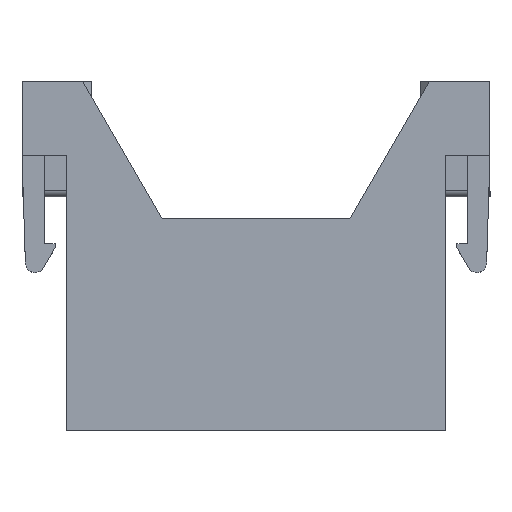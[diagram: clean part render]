
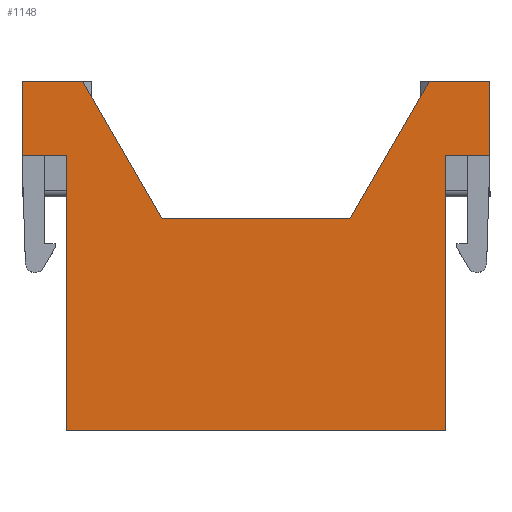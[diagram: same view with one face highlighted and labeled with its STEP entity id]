
A CAD part, top view. The second image highlights one B-rep face of the part: STEP entity #1148.
In plain terms, the highlighted planar face has unit normal (0, 0, 1).
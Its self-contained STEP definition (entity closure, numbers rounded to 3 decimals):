
#1148=ADVANCED_FACE('',(#1305),#1222,.T.);
#1222=PLANE('',#3155);
#1305=FACE_OUTER_BOUND('',#1454,.T.);
#1454=EDGE_LOOP('',(#1962,#1963,#1964,#1965,#1966,#1967,#1968,#1969,#1970,
#1971,#1972,#1973));
#1962=ORIENTED_EDGE('',*,*,#2492,.F.);
#1963=ORIENTED_EDGE('',*,*,#2368,.F.);
#1964=ORIENTED_EDGE('',*,*,#2343,.F.);
#1965=ORIENTED_EDGE('',*,*,#2348,.F.);
#1966=ORIENTED_EDGE('',*,*,#2517,.F.);
#1967=ORIENTED_EDGE('',*,*,#2521,.F.);
#1968=ORIENTED_EDGE('',*,*,#2539,.F.);
#1969=ORIENTED_EDGE('',*,*,#2449,.T.);
#1970=ORIENTED_EDGE('',*,*,#2486,.T.);
#1971=ORIENTED_EDGE('',*,*,#2441,.T.);
#1972=ORIENTED_EDGE('',*,*,#2418,.T.);
#1973=ORIENTED_EDGE('',*,*,#2490,.T.);
#2133=VERTEX_POINT('',#3918);
#2134=VERTEX_POINT('',#3920);
#2138=VERTEX_POINT('',#3929);
#2150=VERTEX_POINT('',#3970);
#2184=VERTEX_POINT('',#4069);
#2185=VERTEX_POINT('',#4071);
#2199=VERTEX_POINT('',#4116);
#2206=VERTEX_POINT('',#4132);
#2207=VERTEX_POINT('',#4134);
#2233=VERTEX_POINT('',#4213);
#2249=VERTEX_POINT('',#4266);
#2251=VERTEX_POINT('',#4273);
#2343=EDGE_CURVE('',#2133,#2134,#2592,.T.);
#2348=EDGE_CURVE('',#2138,#2133,#2596,.T.);
#2368=EDGE_CURVE('',#2134,#2150,#2613,.T.);
#2418=EDGE_CURVE('',#2185,#2184,#2657,.T.);
#2441=EDGE_CURVE('',#2199,#2185,#2678,.T.);
#2449=EDGE_CURVE('',#2207,#2206,#2686,.T.);
#2486=EDGE_CURVE('',#2206,#2199,#2717,.T.);
#2490=EDGE_CURVE('',#2184,#2233,#2721,.T.);
#2492=EDGE_CURVE('',#2150,#2233,#2722,.T.);
#2517=EDGE_CURVE('',#2249,#2138,#2742,.T.);
#2521=EDGE_CURVE('',#2251,#2249,#2746,.T.);
#2539=EDGE_CURVE('',#2207,#2251,#2759,.T.);
#2592=LINE('',#3919,#2808);
#2596=LINE('',#3930,#2812);
#2613=LINE('',#3969,#2829);
#2657=LINE('',#4070,#2873);
#2678=LINE('',#4115,#2894);
#2686=LINE('',#4133,#2902);
#2717=LINE('',#4206,#2933);
#2721=LINE('',#4214,#2937);
#2722=LINE('',#4218,#2938);
#2742=LINE('',#4267,#2958);
#2746=LINE('',#4274,#2962);
#2759=LINE('',#4308,#2975);
#2808=VECTOR('',#3345,1.);
#2812=VECTOR('',#3353,1.);
#2829=VECTOR('',#3392,1.);
#2873=VECTOR('',#3480,1.);
#2894=VECTOR('',#3521,1.);
#2902=VECTOR('',#3533,1.);
#2933=VECTOR('',#3598,1.);
#2937=VECTOR('',#3606,1.);
#2938=VECTOR('',#3611,1.);
#2958=VECTOR('',#3659,1.);
#2962=VECTOR('',#3665,1.);
#2975=VECTOR('',#3704,1.);
#3155=AXIS2_PLACEMENT_3D('',#4310,#3707,#3708);
#3345=DIRECTION('',(-1.,0.,0.));
#3353=DIRECTION('',(0.,-1.,0.));
#3392=DIRECTION('',(0.,-1.,0.));
#3480=DIRECTION('',(1.,0.,0.));
#3521=DIRECTION('',(0.,-1.,0.));
#3533=DIRECTION('',(-0.5,0.866,0.));
#3598=DIRECTION('',(-1.,0.,0.));
#3606=DIRECTION('',(0.,-1.,0.));
#3611=DIRECTION('',(-1.,0.,0.));
#3659=DIRECTION('',(1.,0.,0.));
#3665=DIRECTION('',(0.5,0.866,0.));
#3704=DIRECTION('',(1.,0.,0.));
#3707=DIRECTION('',(0.,0.,1.));
#3708=DIRECTION('',(1.,0.,0.));
#3918=CARTESIAN_POINT('',(3.562,-3.291,5.7));
#3919=CARTESIAN_POINT('',(3.562,-3.291,5.7));
#3920=CARTESIAN_POINT('',(0.362,-3.291,5.7));
#3929=CARTESIAN_POINT('',(3.562,2.109,5.7));
#3930=CARTESIAN_POINT('',(3.562,2.109,5.7));
#3969=CARTESIAN_POINT('',(0.362,-3.291,5.7));
#3970=CARTESIAN_POINT('',(0.362,-23.291,5.7));
#4069=CARTESIAN_POINT('',(-27.238,-3.291,5.7));
#4070=CARTESIAN_POINT('',(-30.438,-3.291,5.7));
#4071=CARTESIAN_POINT('',(-30.438,-3.291,5.7));
#4115=CARTESIAN_POINT('',(-30.438,2.109,5.7));
#4116=CARTESIAN_POINT('',(-30.438,2.109,5.7));
#4132=CARTESIAN_POINT('',(-26.038,2.109,5.7));
#4133=CARTESIAN_POINT('',(-20.264,-7.891,5.7));
#4134=CARTESIAN_POINT('',(-20.264,-7.891,5.7));
#4206=CARTESIAN_POINT('',(-26.038,2.109,5.7));
#4213=CARTESIAN_POINT('',(-27.238,-23.291,5.7));
#4214=CARTESIAN_POINT('',(-27.238,-3.291,5.7));
#4218=CARTESIAN_POINT('',(0.362,-23.291,5.7));
#4266=CARTESIAN_POINT('',(-0.838,2.109,5.7));
#4267=CARTESIAN_POINT('',(-0.838,2.109,5.7));
#4273=CARTESIAN_POINT('',(-6.611,-7.891,5.7));
#4274=CARTESIAN_POINT('',(-6.611,-7.891,5.7));
#4308=CARTESIAN_POINT('',(-20.264,-7.891,5.7));
#4310=CARTESIAN_POINT('',(-31.388,-24.661,5.7));
